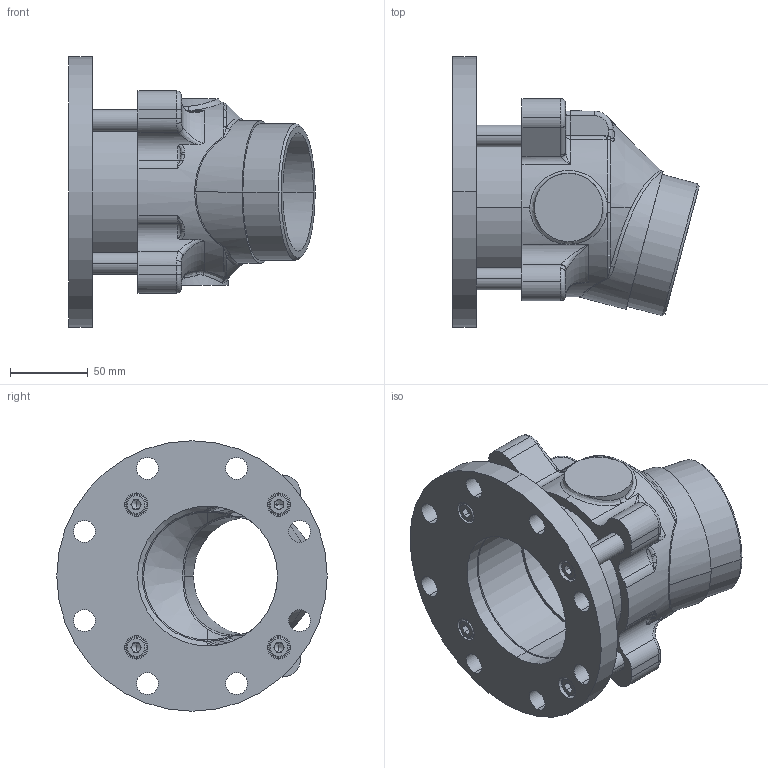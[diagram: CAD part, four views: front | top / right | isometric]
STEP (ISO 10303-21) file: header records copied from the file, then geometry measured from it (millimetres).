
FILE_DESCRIPTION (( 'STEP AP214' ), '1' );
FILE_NAME ('SGAT100_251879.STEP', '2012-09-20T11:12:59', ( 'Admin2' ), ( '' ), 'SwSTEP 2.0', 'SolidWorks 2010', '' );
FILE_SCHEMA (( 'AUTOMOTIVE_DESIGN' ));
Length unit declared in the file: millimetre
Products named in the file (1): SGAT100_251879
Bounding box: 158.51 x 174 x 174 mm (x, y, z)
Surface area: 165440.6 mm2 (no closed solid volume)
Topology: 0 solids, 14 shells, 505 faces, 1486 edges, 954 vertices
Faces by surface type: plane 178, bspline 143, cylinder 118, torus 43, cone 20, sphere 3
Entity records: 32528 total; most frequent: CARTESIAN_POINT 14658, ORIENTED_EDGE 2607, DIRECTION 2210, EDGE_CURVE 1470, VERTEX_POINT 954, AXIS2_PLACEMENT_3D 755, LINE 700, VECTOR 700
